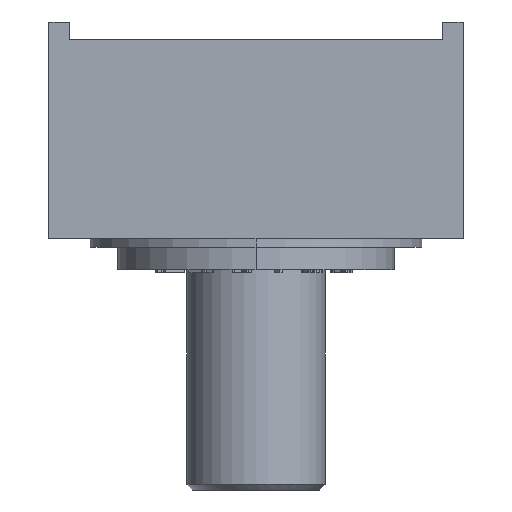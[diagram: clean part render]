
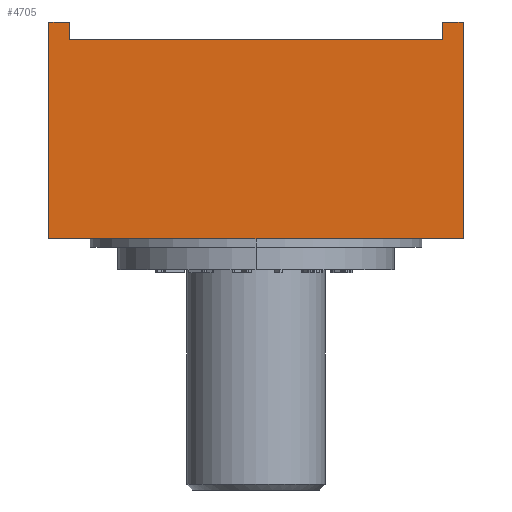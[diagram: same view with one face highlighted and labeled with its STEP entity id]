
A CAD part, left-side view. The second image highlights one B-rep face of the part: STEP entity #4705.
In plain terms, the highlighted planar face has unit normal (-1, 0, 0).
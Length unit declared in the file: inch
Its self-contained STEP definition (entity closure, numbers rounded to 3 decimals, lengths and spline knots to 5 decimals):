
#127=DIRECTION('',(0.,1.,0.));
#128=VECTOR('',#127,0.337);
#129=CARTESIAN_POINT('',(-0.185,-0.1685,0.));
#130=LINE('',#129,#128);
#327=DIRECTION('',(0.,0.,1.));
#328=VECTOR('',#327,0.016);
#329=CARTESIAN_POINT('',(-0.185,0.1685,0.));
#330=LINE('',#329,#328);
#334=DIRECTION('',(0.,0.,1.));
#335=VECTOR('',#334,0.016);
#336=CARTESIAN_POINT('',(-0.185,-0.1685,0.));
#337=LINE('',#336,#335);
#341=DIRECTION('',(0.,0.,1.));
#342=VECTOR('',#341,0.196);
#343=CARTESIAN_POINT('',(-0.185,0.1875,-0.18));
#344=LINE('',#343,#342);
#383=DIRECTION('',(0.,0.,1.));
#384=VECTOR('',#383,0.196);
#385=CARTESIAN_POINT('',(-0.185,-0.1875,-0.18));
#386=LINE('',#385,#384);
#453=DIRECTION('',(0.,-1.,0.));
#454=VECTOR('',#453,0.019);
#455=CARTESIAN_POINT('',(-0.185,0.1875,0.016));
#456=LINE('',#455,#454);
#474=DIRECTION('',(0.,-1.,0.));
#475=VECTOR('',#474,0.019);
#476=CARTESIAN_POINT('',(-0.185,-0.1685,0.016));
#477=LINE('',#476,#475);
#574=DIRECTION('',(0.,1.,0.));
#575=VECTOR('',#574,0.375);
#576=CARTESIAN_POINT('',(-0.185,-0.1875,-0.18));
#577=LINE('',#576,#575);
#3762=CARTESIAN_POINT('',(-0.185,-0.1875,-0.18));
#3763=CARTESIAN_POINT('',(-0.185,0.1875,-0.18));
#3764=VERTEX_POINT('',#3762);
#3765=VERTEX_POINT('',#3763);
#3838=CARTESIAN_POINT('',(-0.185,0.1875,0.016));
#3839=VERTEX_POINT('',#3838);
#3840=CARTESIAN_POINT('',(-0.185,0.1685,0.016));
#3841=VERTEX_POINT('',#3840);
#3842=CARTESIAN_POINT('',(-0.185,-0.1875,0.016));
#3844=VERTEX_POINT('',#3842);
#3848=CARTESIAN_POINT('',(-0.185,-0.1685,0.016));
#3849=VERTEX_POINT('',#3848);
#3868=CARTESIAN_POINT('',(-0.185,0.1685,0.));
#3869=VERTEX_POINT('',#3868);
#3874=CARTESIAN_POINT('',(-0.185,-0.1685,0.));
#3875=VERTEX_POINT('',#3874);
#4685=CARTESIAN_POINT('',(-0.185,-0.1875,0.));
#4686=DIRECTION('',(-1.,0.,0.));
#4687=DIRECTION('',(0.,1.,0.));
#4688=AXIS2_PLACEMENT_3D('',#4685,#4686,#4687);
#4689=PLANE('',#4688);
#4690=ORIENTED_EDGE('',*,*,#4503,.F.);
#4692=ORIENTED_EDGE('',*,*,#4691,.T.);
#4694=ORIENTED_EDGE('',*,*,#4693,.T.);
#4696=ORIENTED_EDGE('',*,*,#4695,.F.);
#4698=ORIENTED_EDGE('',*,*,#4697,.T.);
#4699=ORIENTED_EDGE('',*,*,#4645,.T.);
#4701=ORIENTED_EDGE('',*,*,#4700,.T.);
#4702=ORIENTED_EDGE('',*,*,#4677,.F.);
#4703=EDGE_LOOP('',(#4690,#4692,#4694,#4696,#4698,#4699,#4701,#4702));
#4704=FACE_OUTER_BOUND('',#4703,.F.);
#4503=EDGE_CURVE('',#3875,#3869,#130,.T.);
#4645=EDGE_CURVE('',#3765,#3839,#344,.T.);
#4677=EDGE_CURVE('',#3869,#3841,#330,.T.);
#4691=EDGE_CURVE('',#3875,#3849,#337,.T.);
#4693=EDGE_CURVE('',#3849,#3844,#477,.T.);
#4695=EDGE_CURVE('',#3764,#3844,#386,.T.);
#4697=EDGE_CURVE('',#3764,#3765,#577,.T.);
#4700=EDGE_CURVE('',#3839,#3841,#456,.T.);
#4705=ADVANCED_FACE('',(#4704),#4689,.T.);
